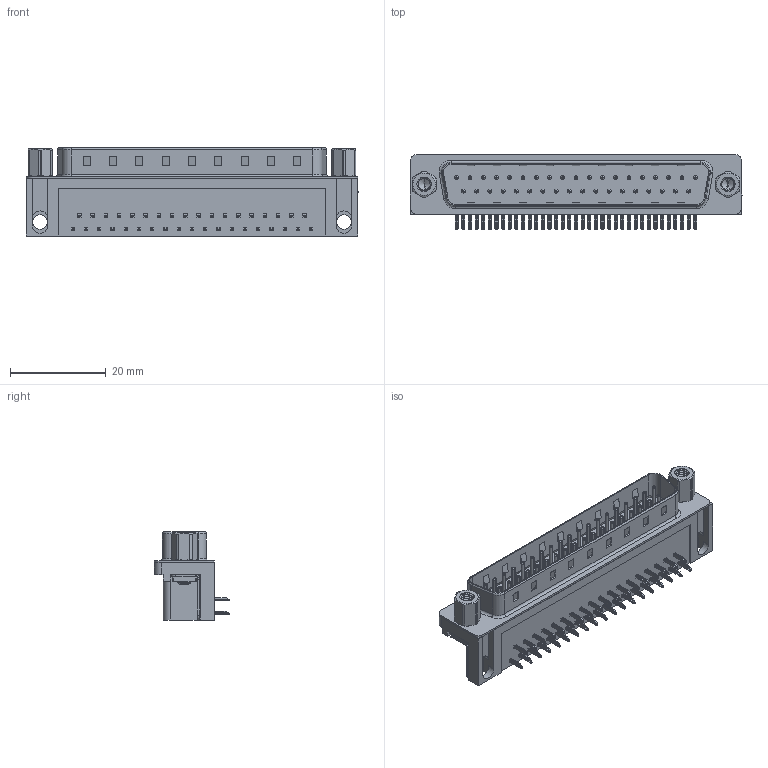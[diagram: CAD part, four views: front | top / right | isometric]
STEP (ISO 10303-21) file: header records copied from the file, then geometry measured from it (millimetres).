
FILE_DESCRIPTION (( 'STEP AP203' ), '1' );
FILE_NAME ('621-037-668-016.STEP', '2019-11-19T11:12:30', ( '' ), ( '' ), 'SwSTEP 2.0', 'SolidWorks 2016', '' );
FILE_SCHEMA (( 'CONFIG_CONTROL_DESIGN' ));
Length unit declared in the file: millimetre
Products named in the file (8): 621 Contact Top; 621 Thru Hole Board Mount; 621-037-668-016; 621 Contact Bottom; 621 M3 Threaded Rivet; 621 M3 Hex Standoff 5; 621 Housing_37 Socket; 621 Shell_37 Socket
Assembly tree (45 placements, depth 2):
  621-037-668-016
    621 Housing_37 Socket
    621 Shell_37 Socket
    621 Contact Bottom  x18
    621 Contact Top  x19
    621 Thru Hole Board Mount  x2
    621 M3 Threaded Rivet  x2
    621 M3 Hex Standoff 5  x2
Bounding box: 69.4 x 15.73 x 18.4 mm (x, y, z)
Volume: 8858.6 mm3; surface area: 10613.4 mm2
Topology: 45 solids, 45 shells, 3345 faces, 8309 edges, 5135 vertices
Faces by surface type: plane 2033, cylinder 1011, torus 253, cone 30, bspline 18
Entity records: 31775 total; most frequent: CARTESIAN_POINT 9097, DIRECTION 4316, ORIENTED_EDGE 4296, EDGE_CURVE 2148, VECTOR 1478, LINE 1478, AXIS2_PLACEMENT_3D 1419, VERTEX_POINT 1386
